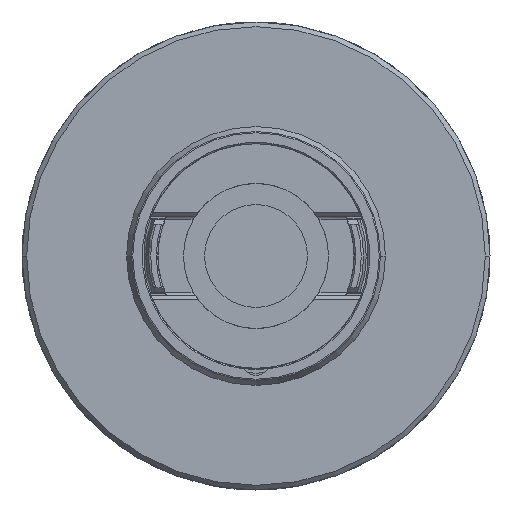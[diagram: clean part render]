
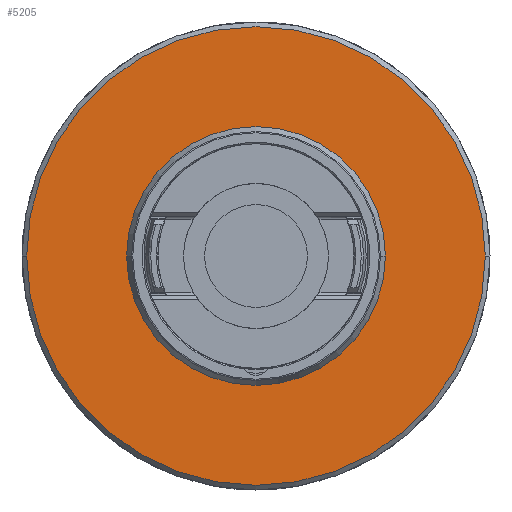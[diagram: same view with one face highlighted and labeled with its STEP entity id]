
A CAD part, front view. The second image highlights one B-rep face of the part: STEP entity #5205.
In plain terms, the highlighted planar face has unit normal (0, -1, 0).
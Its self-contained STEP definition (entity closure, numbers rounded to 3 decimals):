
#7=CARTESIAN_POINT('',(0.,0.,0.));
#8=DIRECTION('',(0.,1.,0.));
#9=DIRECTION('',(-1.,0.,0.));
#10=AXIS2_PLACEMENT_3D('',#7,#8,#9);
#661=CARTESIAN_POINT('',(0.,0.,0.));
#662=DIRECTION('',(0.,-1.,0.));
#663=DIRECTION('',(-1.,0.,0.));
#664=AXIS2_PLACEMENT_3D('',#661,#662,#663);
#882=CARTESIAN_POINT('',(0.,0.,0.));
#883=DIRECTION('',(0.,-1.,0.));
#884=DIRECTION('',(1.,0.,0.));
#885=AXIS2_PLACEMENT_3D('',#882,#883,#884);
#2184=CARTESIAN_POINT('',(0.,0.,0.));
#2185=DIRECTION('',(0.,1.,0.));
#2186=DIRECTION('',(1.,0.,0.));
#2187=AXIS2_PLACEMENT_3D('',#2184,#2185,#2186);
#4534=CARTESIAN_POINT('',(-49.,0.,0.));
#4535=CARTESIAN_POINT('',(49.,0.,0.));
#4536=VERTEX_POINT('',#4534);
#4537=VERTEX_POINT('',#4535);
#4771=CARTESIAN_POINT('',(25.25,0.,0.));
#4773=VERTEX_POINT('',#4771);
#4775=CARTESIAN_POINT('',(-25.25,0.,0.));
#4777=VERTEX_POINT('',#4775);
#5188=CARTESIAN_POINT('',(0.,0.,0.));
#5189=DIRECTION('',(0.,-1.,0.));
#5190=DIRECTION('',(1.,0.,0.));
#5191=AXIS2_PLACEMENT_3D('',#5188,#5189,#5190);
#5192=PLANE('',#5191);
#5194=ORIENTED_EDGE('',*,*,#5193,.T.);
#5196=ORIENTED_EDGE('',*,*,#5195,.F.);
#5197=EDGE_LOOP('',(#5194,#5196));
#5198=FACE_OUTER_BOUND('',#5197,.F.);
#5200=ORIENTED_EDGE('',*,*,#5199,.T.);
#5202=ORIENTED_EDGE('',*,*,#5201,.F.);
#5203=EDGE_LOOP('',(#5200,#5202));
#5204=FACE_BOUND('',#5203,.F.);
#5205=ADVANCED_FACE('',(#5198,#5204),#5192,.T.);
#11=CIRCLE('',#10,49.);
#665=CIRCLE('',#664,49.);
#886=CIRCLE('',#885,25.25);
#2188=CIRCLE('',#2187,25.25);
#5193=EDGE_CURVE('',#4536,#4537,#11,.T.);
#5195=EDGE_CURVE('',#4536,#4537,#665,.T.);
#5199=EDGE_CURVE('',#4773,#4777,#886,.T.);
#5201=EDGE_CURVE('',#4773,#4777,#2188,.T.);
